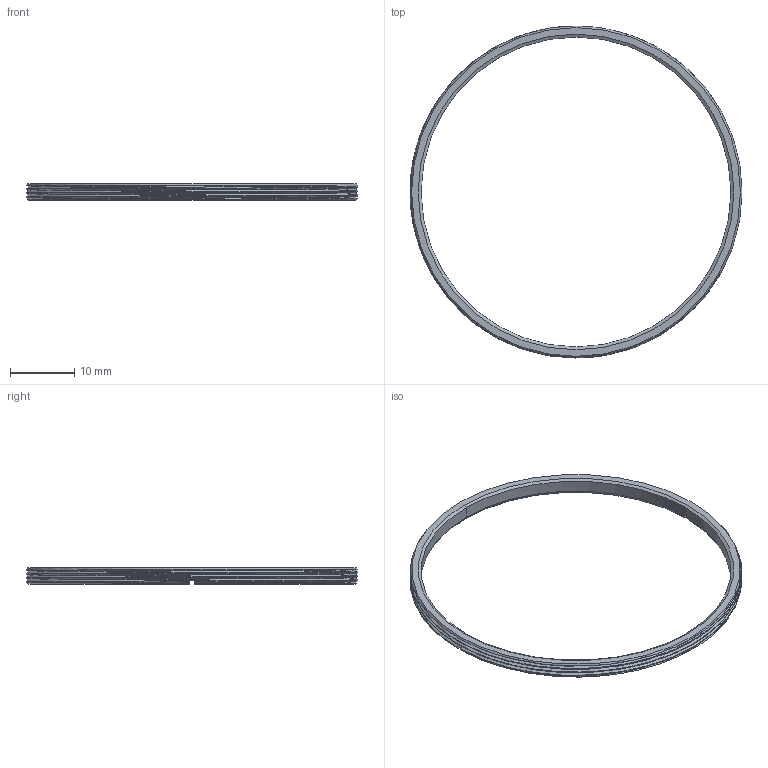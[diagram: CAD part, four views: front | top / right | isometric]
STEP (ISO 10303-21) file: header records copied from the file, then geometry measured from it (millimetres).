
FILE_DESCRIPTION((''),'2;1');
FILE_NAME('CSK4','2020-10-29T',('Administrator'),(''),'CREO PARAMETRIC BY PTC INC, 2015290','CREO PARAMETRIC BY PTC INC, 2015290','');
FILE_SCHEMA(('CONFIG_CONTROL_DESIGN'));
Length unit declared in the file: millimetre
Products named in the file (1): CSK4
Bounding box: 51.69 x 51.69 x 2.54 mm (x, y, z)
Volume: 602.9 mm3; surface area: 1364.9 mm2
Topology: 1 solids, 1 shells, 34 faces, 95 edges, 62 vertices
Faces by surface type: cone 9, plane 9, bspline 9, cylinder 7
Entity records: 2591 total; most frequent: CARTESIAN_POINT 1774, ORIENTED_EDGE 190, DIRECTION 118, EDGE_CURVE 95, VERTEX_POINT 62, B_SPLINE_CURVE_WITH_KNOTS 47, AXIS2_PLACEMENT_3D 45, EDGE_LOOP 35
